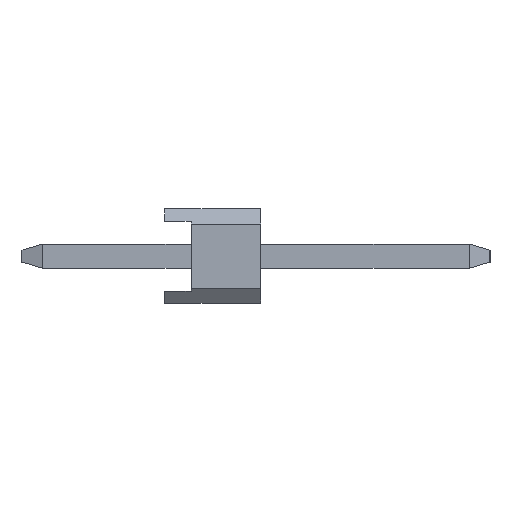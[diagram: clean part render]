
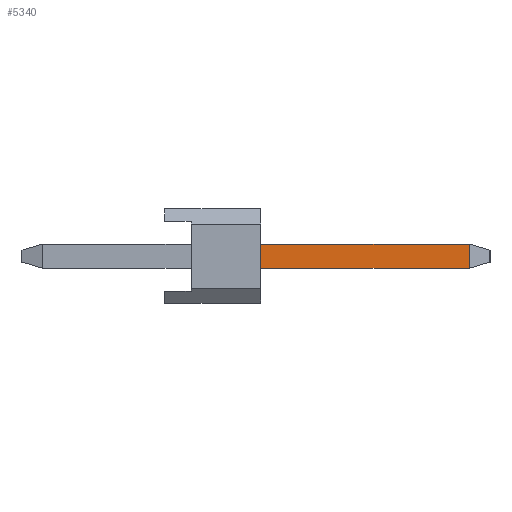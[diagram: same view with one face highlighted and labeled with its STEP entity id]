
A CAD part, left-side view. The second image highlights one B-rep face of the part: STEP entity #5340.
In plain terms, the highlighted planar face has unit normal (-1, 0, 0).
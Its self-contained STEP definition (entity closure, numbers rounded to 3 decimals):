
#2336=VERTEX_POINT('',#6369);
#2800=EDGE_CURVE('',#5272,#4196,#6872,.T.);
#3144=VERTEX_POINT('',#7281);
#3398=EDGE_CURVE('',#4196,#2336,#7558,.T.);
#3640=EDGE_CURVE('',#3144,#5272,#7816,.T.);
#4196=VERTEX_POINT('',#8451);
#5272=VERTEX_POINT('',#9621);
#5340=ADVANCED_FACE('',(#9693),#9694,.T.);
#5986=EDGE_CURVE('',#2336,#3144,#10403,.T.);
#6369=CARTESIAN_POINT('',(-15.56,-8.074,0.32));
#6872=LINE('',#11682,#11683);
#7281=CARTESIAN_POINT('',(-15.56,-8.074,-0.32));
#7558=LINE('',#12640,#12641);
#7816=LINE('',#13022,#13023);
#8451=CARTESIAN_POINT('',(-15.56,-2.54,0.32));
#9621=CARTESIAN_POINT('',(-15.56,-2.54,-0.32));
#9693=FACE_OUTER_BOUND('',#15710,.T.);
#9694=PLANE('',#15711);
#10403=LINE('',#16765,#16766);
#11682=CARTESIAN_POINT('',(-15.56,-2.54,0.252));
#11683=VECTOR('',#17577,1.0);
#12640=CARTESIAN_POINT('',(-15.56,-2.42,0.32));
#12641=VECTOR('',#18479,1.0);
#13022=CARTESIAN_POINT('',(-15.56,3.234,-0.32));
#13023=VECTOR('',#18673,1.0);
#15710=EDGE_LOOP('',(#20584,#20585,#20586,#20587));
#15711=AXIS2_PLACEMENT_3D('',#20588,#20589,#20590);
#16765=CARTESIAN_POINT('',(-15.56,-8.074,0.5));
#16766=VECTOR('',#21289,1.0);
#17577=DIRECTION('',(0.,0.,1.0));
#18479=DIRECTION('',(0.,-1.0,0.));
#18673=DIRECTION('',(0.,1.0,0.));
#20584=ORIENTED_EDGE('',*,*,#2800,.F.);
#20585=ORIENTED_EDGE('',*,*,#3640,.F.);
#20586=ORIENTED_EDGE('',*,*,#5986,.F.);
#20587=ORIENTED_EDGE('',*,*,#3398,.F.);
#20588=CARTESIAN_POINT('',(-15.56,3.234,0.5));
#20589=DIRECTION('',(-1.0,0.,0.));
#20590=DIRECTION('',(0.,1.0,0.));
#21289=DIRECTION('',(0.0,0.,-1.0));
